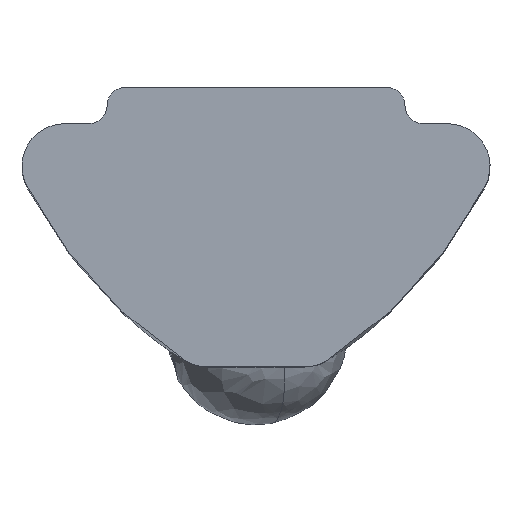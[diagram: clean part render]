
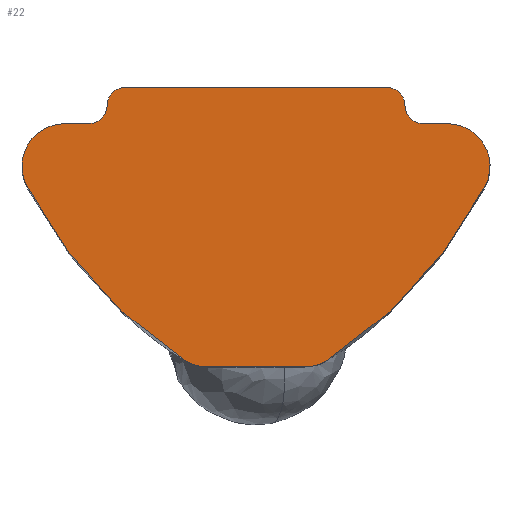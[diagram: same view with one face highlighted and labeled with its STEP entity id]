
A CAD part, top view. The second image highlights one B-rep face of the part: STEP entity #22.
In plain terms, the highlighted planar face has unit normal (0, 0, 1).
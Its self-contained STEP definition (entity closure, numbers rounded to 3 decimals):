
#22 = ADVANCED_FACE ( 'NONE', ( #440 ), #1161, .F. ) ;
#36 = CARTESIAN_POINT ( 'NONE',  ( 2.45, -0.6, 12. ) ) ;
#42 = DIRECTION ( 'NONE',  ( 0., 0., -1. ) ) ;
#50 = VERTEX_POINT ( 'NONE', #326 ) ;
#65 = CIRCLE ( 'NONE', #803, 0.3 ) ;
#73 = AXIS2_PLACEMENT_3D ( 'NONE', #128, #666, #133 ) ;
#77 = CARTESIAN_POINT ( 'NONE',  ( 0.799, -4.6, 12. ) ) ;
#94 = AXIS2_PLACEMENT_3D ( 'NONE', #765, #42, #218 ) ;
#104 = EDGE_CURVE ( 'NONE', #546, #50, #278, .T. ) ;
#124 = DIRECTION ( 'NONE',  ( 0., 0., -1. ) ) ;
#128 = CARTESIAN_POINT ( 'NONE',  ( -2.75, -0.3, 12. ) ) ;
#129 = CARTESIAN_POINT ( 'NONE',  ( 3.15, -4.6, 12. ) ) ;
#133 = DIRECTION ( 'NONE',  ( 1., 0., 0. ) ) ;
#136 = AXIS2_PLACEMENT_3D ( 'NONE', #494, #778, #686 ) ;
#155 = VERTEX_POINT ( 'NONE', #844 ) ;
#167 = ORIENTED_EDGE ( 'NONE', *, *, #104, .F. ) ;
#170 = AXIS2_PLACEMENT_3D ( 'NONE', #1017, #1054, #577 ) ;
#176 = CARTESIAN_POINT ( 'NONE',  ( 3.15, 0., 12. ) ) ;
#181 = CIRCLE ( 'NONE', #94, 7.5 ) ;
#212 = AXIS2_PLACEMENT_3D ( 'NONE', #1111, #729, #356 ) ;
#217 = CIRCLE ( 'NONE', #428, 0.7 ) ;
#218 = DIRECTION ( 'NONE',  ( -1., 0., 0. ) ) ;
#219 = VECTOR ( 'NONE', #832, 1000. ) ;
#220 = EDGE_CURVE ( 'NONE', #981, #50, #944, .T. ) ;
#243 = CARTESIAN_POINT ( 'NONE',  ( -3.85, -1.3, 12. ) ) ;
#249 = VERTEX_POINT ( 'NONE', #741 ) ;
#261 = CIRCLE ( 'NONE', #170, 0.7 ) ;
#265 = CARTESIAN_POINT ( 'NONE',  ( -2.15, -0.3, 12. ) ) ;
#278 = CIRCLE ( 'NONE', #562, 0.7 ) ;
#282 = EDGE_CURVE ( 'NONE', #755, #448, #181, .T. ) ;
#284 = ORIENTED_EDGE ( 'NONE', *, *, #890, .T. ) ;
#299 = ORIENTED_EDGE ( 'NONE', *, *, #536, .F. ) ;
#303 = CIRCLE ( 'NONE', #1117, 0.3 ) ;
#310 = DIRECTION ( 'NONE',  ( 0., 0., -1. ) ) ;
#312 = AXIS2_PLACEMENT_3D ( 'NONE', #945, #310, #1148 ) ;
#315 = DIRECTION ( 'NONE',  ( -1., 0., 0. ) ) ;
#321 = LINE ( 'NONE', #129, #1069 ) ;
#326 = CARTESIAN_POINT ( 'NONE',  ( -3.15, -0.6, 12. ) ) ;
#327 = EDGE_CURVE ( 'NONE', #648, #539, #303, .T. ) ;
#333 = CARTESIAN_POINT ( 'NONE',  ( 2.75, -0.6, 12. ) ) ;
#338 = EDGE_CURVE ( 'NONE', #585, #155, #321, .T. ) ;
#345 = CIRCLE ( 'NONE', #390, 0.7 ) ;
#347 = EDGE_CURVE ( 'NONE', #448, #546, #345, .T. ) ;
#356 = DIRECTION ( 'NONE',  ( -1., 0., 0. ) ) ;
#372 = CIRCLE ( 'NONE', #73, 0.3 ) ;
#390 = AXIS2_PLACEMENT_3D ( 'NONE', #658, #124, #762 ) ;
#393 = DIRECTION ( 'NONE',  ( -1., 0., 0. ) ) ;
#408 = CARTESIAN_POINT ( 'NONE',  ( -2.15, 0., 12. ) ) ;
#423 = CARTESIAN_POINT ( 'NONE',  ( -3.15, -1.3, 12. ) ) ;
#428 = AXIS2_PLACEMENT_3D ( 'NONE', #537, #1091, #996 ) ;
#440 = FACE_OUTER_BOUND ( 'NONE', #935, .T. ) ;
#442 = ORIENTED_EDGE ( 'NONE', *, *, #347, .F. ) ;
#448 = VERTEX_POINT ( 'NONE', #973 ) ;
#452 = VECTOR ( 'NONE', #622, 1000. ) ;
#455 = ORIENTED_EDGE ( 'NONE', *, *, #338, .F. ) ;
#476 = CARTESIAN_POINT ( 'NONE',  ( -1.179, -4.487, 12. ) ) ;
#477 = ORIENTED_EDGE ( 'NONE', *, *, #809, .F. ) ;
#494 = CARTESIAN_POINT ( 'NONE',  ( 3.15, -1.3, 12. ) ) ;
#498 = CARTESIAN_POINT ( 'NONE',  ( -2.45, -0.3, 12. ) ) ;
#534 = DIRECTION ( 'NONE',  ( 0., 0., -1. ) ) ;
#536 = EDGE_CURVE ( 'NONE', #921, #929, #65, .T. ) ;
#537 = CARTESIAN_POINT ( 'NONE',  ( -0.799, -3.9, 12. ) ) ;
#539 = VERTEX_POINT ( 'NONE', #899 ) ;
#546 = VERTEX_POINT ( 'NONE', #243 ) ;
#562 = AXIS2_PLACEMENT_3D ( 'NONE', #423, #534, #811 ) ;
#567 = ORIENTED_EDGE ( 'NONE', *, *, #1086, .F. ) ;
#577 = DIRECTION ( 'NONE',  ( -1., 0., 0. ) ) ;
#585 = VERTEX_POINT ( 'NONE', #77 ) ;
#595 = LINE ( 'NONE', #36, #676 ) ;
#622 = DIRECTION ( 'NONE',  ( 1., 0., 0. ) ) ;
#648 = VERTEX_POINT ( 'NONE', #825 ) ;
#658 = CARTESIAN_POINT ( 'NONE',  ( -3.15, -1.3, 12. ) ) ;
#666 = DIRECTION ( 'NONE',  ( 0., 0., -1. ) ) ;
#669 = EDGE_CURVE ( 'NONE', #1127, #249, #831, .T. ) ;
#670 = CARTESIAN_POINT ( 'NONE',  ( 3.15, -1.3, 12. ) ) ;
#676 = VECTOR ( 'NONE', #860, 1000. ) ;
#686 = DIRECTION ( 'NONE',  ( -1., 0., 0. ) ) ;
#704 = VERTEX_POINT ( 'NONE', #1120 ) ;
#710 = CIRCLE ( 'NONE', #843, 0.7 ) ;
#729 = DIRECTION ( 'NONE',  ( 0., 0., -1. ) ) ;
#741 = CARTESIAN_POINT ( 'NONE',  ( 1.179, -4.487, 12. ) ) ;
#745 = ORIENTED_EDGE ( 'NONE', *, *, #898, .T. ) ;
#753 = DIRECTION ( 'NONE',  ( -1., 0., 0. ) ) ;
#755 = VERTEX_POINT ( 'NONE', #476 ) ;
#762 = DIRECTION ( 'NONE',  ( -1., 0., 0. ) ) ;
#765 = CARTESIAN_POINT ( 'NONE',  ( 2.899, 1.807, 12. ) ) ;
#766 = EDGE_CURVE ( 'NONE', #249, #585, #261, .T. ) ;
#772 = DIRECTION ( 'NONE',  ( 0., 0., -1. ) ) ;
#777 = ORIENTED_EDGE ( 'NONE', *, *, #1068, .F. ) ;
#778 = DIRECTION ( 'NONE',  ( 0., 0., -1. ) ) ;
#799 = ORIENTED_EDGE ( 'NONE', *, *, #327, .F. ) ;
#803 = AXIS2_PLACEMENT_3D ( 'NONE', #265, #1000, #903 ) ;
#808 = ORIENTED_EDGE ( 'NONE', *, *, #766, .F. ) ;
#809 = EDGE_CURVE ( 'NONE', #704, #1127, #710, .T. ) ;
#811 = DIRECTION ( 'NONE',  ( -1., 0., 0. ) ) ;
#813 = CARTESIAN_POINT ( 'NONE',  ( 3.773, -1.62, 12. ) ) ;
#825 = CARTESIAN_POINT ( 'NONE',  ( 2.15, 0., 12. ) ) ;
#831 = CIRCLE ( 'NONE', #212, 7.5 ) ;
#832 = DIRECTION ( 'NONE',  ( -1., 0., 0. ) ) ;
#843 = AXIS2_PLACEMENT_3D ( 'NONE', #670, #772, #315 ) ;
#844 = CARTESIAN_POINT ( 'NONE',  ( -0.799, -4.6, 12. ) ) ;
#851 = EDGE_CURVE ( 'NONE', #704, #946, #595, .T. ) ;
#860 = DIRECTION ( 'NONE',  ( -1., 0., 0. ) ) ;
#888 = ORIENTED_EDGE ( 'NONE', *, *, #282, .F. ) ;
#890 = EDGE_CURVE ( 'NONE', #946, #539, #1187, .T. ) ;
#898 = EDGE_CURVE ( 'NONE', #921, #981, #372, .T. ) ;
#899 = CARTESIAN_POINT ( 'NONE',  ( 2.45, -0.3, 12. ) ) ;
#903 = DIRECTION ( 'NONE',  ( -1., 0., 0. ) ) ;
#921 = VERTEX_POINT ( 'NONE', #498 ) ;
#929 = VERTEX_POINT ( 'NONE', #408 ) ;
#935 = EDGE_LOOP ( 'NONE', ( #477, #963, #284, #799, #777, #299, #745, #1116, #167, #442, #888, #567, #455, #808, #970 ) ) ;
#939 = CARTESIAN_POINT ( 'NONE',  ( 2.15, -0.3, 12. ) ) ;
#941 = LINE ( 'NONE', #176, #452 ) ;
#944 = LINE ( 'NONE', #1119, #219 ) ;
#945 = CARTESIAN_POINT ( 'NONE',  ( 2.75, -0.3, 12. ) ) ;
#946 = VERTEX_POINT ( 'NONE', #333 ) ;
#963 = ORIENTED_EDGE ( 'NONE', *, *, #851, .T. ) ;
#970 = ORIENTED_EDGE ( 'NONE', *, *, #669, .F. ) ;
#973 = CARTESIAN_POINT ( 'NONE',  ( -3.773, -1.62, 12. ) ) ;
#981 = VERTEX_POINT ( 'NONE', #1154 ) ;
#996 = DIRECTION ( 'NONE',  ( -1., 0., 0. ) ) ;
#1000 = DIRECTION ( 'NONE',  ( 0., 0., -1. ) ) ;
#1017 = CARTESIAN_POINT ( 'NONE',  ( 0.799, -3.9, 12. ) ) ;
#1054 = DIRECTION ( 'NONE',  ( 0., 0., -1. ) ) ;
#1068 = EDGE_CURVE ( 'NONE', #929, #648, #941, .T. ) ;
#1069 = VECTOR ( 'NONE', #393, 1000. ) ;
#1086 = EDGE_CURVE ( 'NONE', #155, #755, #217, .T. ) ;
#1091 = DIRECTION ( 'NONE',  ( 0., 0., -1. ) ) ;
#1111 = CARTESIAN_POINT ( 'NONE',  ( -2.899, 1.807, 12. ) ) ;
#1116 = ORIENTED_EDGE ( 'NONE', *, *, #220, .T. ) ;
#1117 = AXIS2_PLACEMENT_3D ( 'NONE', #939, #1137, #753 ) ;
#1119 = CARTESIAN_POINT ( 'NONE',  ( -2.45, -0.6, 12. ) ) ;
#1120 = CARTESIAN_POINT ( 'NONE',  ( 3.15, -0.6, 12. ) ) ;
#1127 = VERTEX_POINT ( 'NONE', #813 ) ;
#1137 = DIRECTION ( 'NONE',  ( 0., 0., -1. ) ) ;
#1148 = DIRECTION ( 'NONE',  ( 1., 0., 0. ) ) ;
#1154 = CARTESIAN_POINT ( 'NONE',  ( -2.75, -0.6, 12. ) ) ;
#1161 = PLANE ( 'NONE',  #136 ) ;
#1187 = CIRCLE ( 'NONE', #312, 0.3 ) ;
